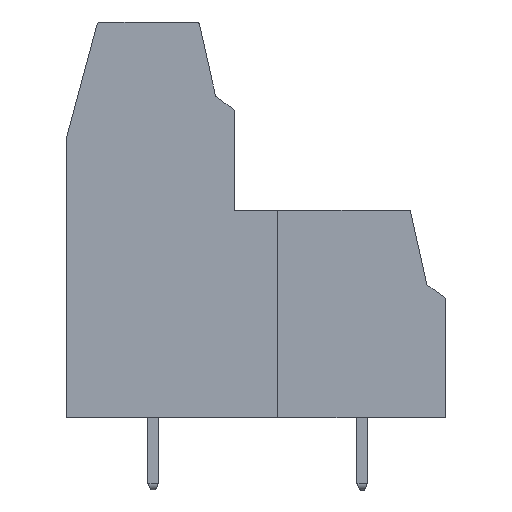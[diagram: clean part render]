
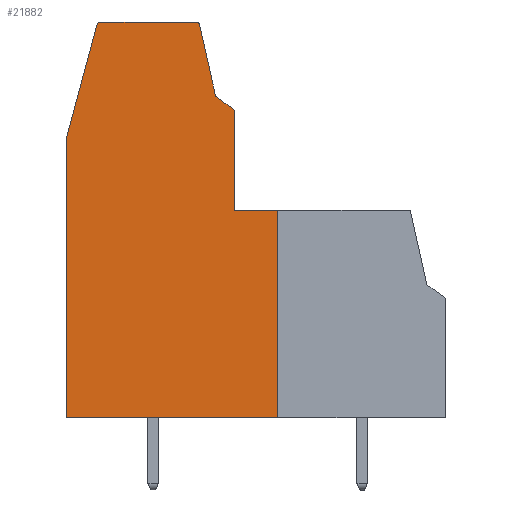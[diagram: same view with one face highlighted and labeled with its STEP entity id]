
A CAD part, left-side view. The second image highlights one B-rep face of the part: STEP entity #21882.
In plain terms, the highlighted planar face has unit normal (-1, 0, 0).
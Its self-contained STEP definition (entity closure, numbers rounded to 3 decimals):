
#949=LINE('',#28981,#2294);
#958=LINE('',#29000,#2303);
#959=LINE('',#29003,#2304);
#960=LINE('',#29005,#2305);
#961=LINE('',#29009,#2306);
#962=LINE('',#29013,#2307);
#963=LINE('',#29015,#2308);
#964=LINE('',#29017,#2309);
#965=LINE('',#29018,#2310);
#2294=VECTOR('',#24443,1000.);
#2303=VECTOR('',#24456,1000.);
#2304=VECTOR('',#24457,1000.);
#2305=VECTOR('',#24458,1000.);
#2306=VECTOR('',#24461,1000.);
#2307=VECTOR('',#24464,1000.);
#2308=VECTOR('',#24465,1000.);
#2309=VECTOR('',#24466,1000.);
#2310=VECTOR('',#24467,1000.);
#3730=ORIENTED_EDGE('',*,*,#8591,.F.);
#3731=ORIENTED_EDGE('',*,*,#8592,.F.);
#3732=ORIENTED_EDGE('',*,*,#8593,.F.);
#3733=ORIENTED_EDGE('',*,*,#8594,.T.);
#3734=ORIENTED_EDGE('',*,*,#8595,.T.);
#3735=ORIENTED_EDGE('',*,*,#8596,.T.);
#3736=ORIENTED_EDGE('',*,*,#8597,.F.);
#3737=ORIENTED_EDGE('',*,*,#8598,.F.);
#3738=ORIENTED_EDGE('',*,*,#8599,.F.);
#3739=ORIENTED_EDGE('',*,*,#8582,.T.);
#3740=ORIENTED_EDGE('',*,*,#8600,.F.);
#8582=EDGE_CURVE('',#11013,#11014,#949,.T.);
#8591=EDGE_CURVE('',#11021,#11022,#958,.T.);
#8592=EDGE_CURVE('',#11023,#11021,#959,.T.);
#8593=EDGE_CURVE('',#11024,#11023,#960,.T.);
#8594=EDGE_CURVE('',#11024,#11025,#12506,.F.);
#8595=EDGE_CURVE('',#11025,#11026,#961,.T.);
#8596=EDGE_CURVE('',#11026,#11027,#12507,.F.);
#8597=EDGE_CURVE('',#11028,#11027,#962,.T.);
#8598=EDGE_CURVE('',#11029,#11028,#963,.T.);
#8599=EDGE_CURVE('',#11013,#11029,#964,.T.);
#8600=EDGE_CURVE('',#11022,#11014,#965,.T.);
#11013=VERTEX_POINT('',#28982);
#11014=VERTEX_POINT('',#28983);
#11021=VERTEX_POINT('',#29001);
#11022=VERTEX_POINT('',#29002);
#11023=VERTEX_POINT('',#29004);
#11024=VERTEX_POINT('',#29006);
#11025=VERTEX_POINT('',#29008);
#11026=VERTEX_POINT('',#29010);
#11027=VERTEX_POINT('',#29012);
#11028=VERTEX_POINT('',#29014);
#11029=VERTEX_POINT('',#29016);
#12506=CIRCLE('',#22846,0.2);
#12507=CIRCLE('',#22847,0.2);
#13055=EDGE_LOOP('',(#3730,#3731,#3732,#3733,#3734,#3735,#3736,#3737,#3738,
#3739,#3740));
#14058=FACE_BOUND('',#13055,.T.);
#15049=PLANE('',#22845);
#21882=ADVANCED_FACE('',(#14058),#15049,.F.);
#22845=AXIS2_PLACEMENT_3D('',#28999,#24454,#24455);
#22846=AXIS2_PLACEMENT_3D('',#29007,#24459,#24460);
#22847=AXIS2_PLACEMENT_3D('',#29011,#24462,#24463);
#24443=DIRECTION('',(0.,0.,1.));
#24454=DIRECTION('',(1.,0.,0.));
#24455=DIRECTION('',(0.,0.,-1.));
#24456=DIRECTION('',(0.,0.,-1.));
#24457=DIRECTION('',(0.,-0.802,-0.597));
#24458=DIRECTION('',(0.,-0.219,-0.976));
#24459=DIRECTION('',(1.,0.,0.));
#24460=DIRECTION('',(0.,0.,-1.));
#24461=DIRECTION('',(0.,1.,0.));
#24462=DIRECTION('',(1.,0.,0.));
#24463=DIRECTION('',(0.,0.,-1.));
#24464=DIRECTION('',(0.,-0.259,0.966));
#24465=DIRECTION('',(0.,0.,1.));
#24466=DIRECTION('',(0.,1.,0.));
#24467=DIRECTION('',(0.,-1.,0.));
#28981=CARTESIAN_POINT('',(-20.,4.046,-20.795));
#28982=CARTESIAN_POINT('',(-20.,4.046,0.));
#28983=CARTESIAN_POINT('',(-20.,4.046,10.));
#28999=CARTESIAN_POINT('',(-20.,4.046,-20.795));
#29000=CARTESIAN_POINT('',(-20.,6.146,10.));
#29001=CARTESIAN_POINT('',(-20.,6.146,14.85));
#29002=CARTESIAN_POINT('',(-20.,6.146,10.));
#29003=CARTESIAN_POINT('',(-20.,6.146,14.85));
#29004=CARTESIAN_POINT('',(-20.,7.047,15.52));
#29005=CARTESIAN_POINT('',(-20.,7.848,19.1));
#29006=CARTESIAN_POINT('',(-20.,7.813,18.944));
#29007=CARTESIAN_POINT('',(-20.,8.008,18.9));
#29008=CARTESIAN_POINT('',(-20.,8.008,19.1));
#29009=CARTESIAN_POINT('',(-20.,4.046,19.1));
#29010=CARTESIAN_POINT('',(-20.,12.592,19.1));
#29011=CARTESIAN_POINT('',(-20.,12.592,18.9));
#29012=CARTESIAN_POINT('',(-20.,12.785,18.952));
#29013=CARTESIAN_POINT('',(-20.,14.246,13.5));
#29014=CARTESIAN_POINT('',(-20.,14.246,13.5));
#29015=CARTESIAN_POINT('',(-20.,14.246,13.5));
#29016=CARTESIAN_POINT('',(-20.,14.246,0.));
#29017=CARTESIAN_POINT('',(-20.,4.046,0.));
#29018=CARTESIAN_POINT('',(-20.,6.146,10.));
